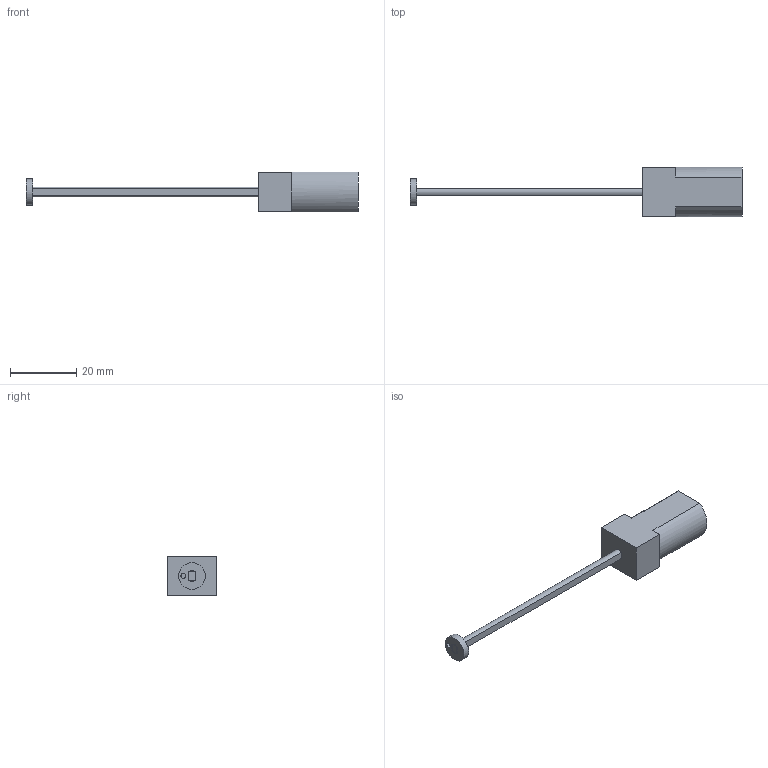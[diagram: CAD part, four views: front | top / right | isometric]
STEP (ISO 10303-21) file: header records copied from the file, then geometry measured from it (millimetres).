
FILE_DESCRIPTION(/* description */ (''),/* implementation_level */ '2;1');
FILE_NAME(/* name */ '8a22ba71-8c23-46af-a6b8-8d7d7374455f.stp',/* time_stamp */ '2021-12-10T13:44:05+00:00',/* author */ (''),/* organization */ (''),/* preprocessor_version */ 'ST-DEVELOPER v18.1',/* originating_system */ 'Autodesk Translation Framework v10.10.0.1391',/* authorisation */ '');
FILE_SCHEMA (('AUTOMOTIVE_DESIGN { 1 0 10303 214 3 1 1 }'));
Length unit declared in the file: millimetre
Products named in the file (1): Drone Module Case
Bounding box: 100 x 15 x 12 mm (x, y, z)
Volume: 5436 mm3; surface area: 2598.2 mm2
Topology: 2 solids, 2 shells, 25 faces, 58 edges, 38 vertices
Faces by surface type: plane 17, cylinder 8
Full cylindrical faces by diameter (mm): 1.5 x1, 8 x1
Entity records: 750 total; most frequent: DIRECTION 128, CARTESIAN_POINT 122, ORIENTED_EDGE 116, EDGE_CURVE 58, AXIS2_PLACEMENT_3D 44, LINE 40, VECTOR 40, VERTEX_POINT 38
